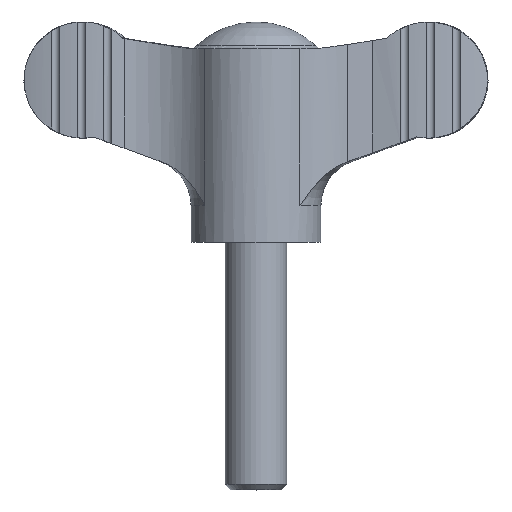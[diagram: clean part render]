
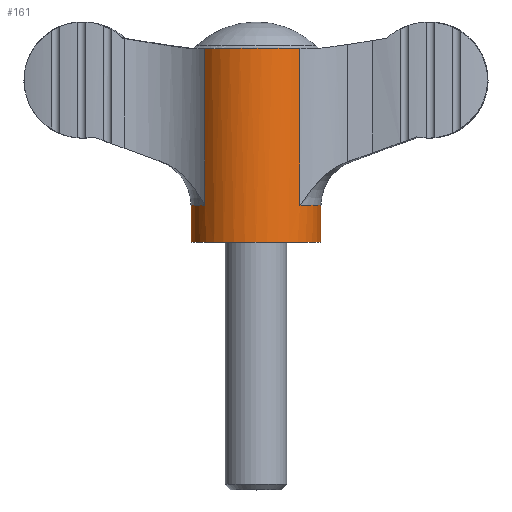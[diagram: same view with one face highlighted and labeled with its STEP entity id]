
A CAD part, top view. The second image highlights one B-rep face of the part: STEP entity #161.
In plain terms, the highlighted cylindrical face has radius 10.5 mm (diameter 21 mm), a full revolution.
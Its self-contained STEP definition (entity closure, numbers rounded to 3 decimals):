
#161 = ADVANCED_FACE( '', ( #327, #328 ), #329, .T. );
#327 = FACE_OUTER_BOUND( '', #493, .T. );
#328 = FACE_OUTER_BOUND( '', #494, .T. );
#329 = CYLINDRICAL_SURFACE( '', #495, 10.5 );
#493 = EDGE_LOOP( '', ( #920 ) );
#494 = EDGE_LOOP( '', ( #921, #922, #923, #924, #925, #926, #927, #928 ) );
#495 = AXIS2_PLACEMENT_3D( '', #929, #930, #931 );
#920 = ORIENTED_EDGE( '', *, *, #1154, .F. );
#921 = ORIENTED_EDGE( '', *, *, #1172, .T. );
#922 = ORIENTED_EDGE( '', *, *, #1160, .F. );
#923 = ORIENTED_EDGE( '', *, *, #1174, .F. );
#924 = ORIENTED_EDGE( '', *, *, #1032, .T. );
#925 = ORIENTED_EDGE( '', *, *, #1175, .T. );
#926 = ORIENTED_EDGE( '', *, *, #1051, .F. );
#927 = ORIENTED_EDGE( '', *, *, #1176, .F. );
#928 = ORIENTED_EDGE( '', *, *, #1120, .T. );
#929 = CARTESIAN_POINT( '', ( 0., 0., 0. ) );
#930 = DIRECTION( '', ( 0., 1., 0. ) );
#931 = DIRECTION( '', ( 0., 0., -1. ) );
#1032 = EDGE_CURVE( '', #1242, #1251, #1253, .T. );
#1051 = EDGE_CURVE( '', #1285, #1287, #1288, .T. );
#1120 = EDGE_CURVE( '', #1383, #1389, #1391, .T. );
#1154 = EDGE_CURVE( '', #1429, #1429, #1430, .T. );
#1160 = EDGE_CURVE( '', #1435, #1437, #1438, .T. );
#1172 = EDGE_CURVE( '', #1389, #1437, #1452, .T. );
#1174 = EDGE_CURVE( '', #1242, #1435, #1454, .T. );
#1175 = EDGE_CURVE( '', #1251, #1287, #1455, .T. );
#1176 = EDGE_CURVE( '', #1383, #1285, #1456, .T. );
#1242 = VERTEX_POINT( '', #1743 );
#1251 = VERTEX_POINT( '', #1778 );
#1253 = LINE( '', #1795, #1796 );
#1285 = VERTEX_POINT( '', #1868 );
#1287 = VERTEX_POINT( '', #1875 );
#1288 = LINE( '', #1876, #1877 );
#1383 = VERTEX_POINT( '', #2259 );
#1389 = VERTEX_POINT( '', #2278 );
#1391 = LINE( '', #2295, #2296 );
#1429 = VERTEX_POINT( '', #2390 );
#1430 = CIRCLE( '', #2391, 10.5 );
#1435 = VERTEX_POINT( '', #2399 );
#1437 = VERTEX_POINT( '', #2406 );
#1438 = LINE( '', #2407, #2408 );
#1452 = CIRCLE( '', #2451, 10.5 );
#1454 = CIRCLE( '', #2453, 10.5 );
#1455 = CIRCLE( '', #2454, 10.5 );
#1456 = CIRCLE( '', #2455, 10.5 );
#1743 = CARTESIAN_POINT( '', ( -8.303, 31.308, 6.427 ) );
#1778 = CARTESIAN_POINT( '', ( -8.303, 5.998, 6.427 ) );
#1795 = CARTESIAN_POINT( '', ( -8.303, 87.7, 6.427 ) );
#1796 = VECTOR( '', #2486, 1000. );
#1868 = CARTESIAN_POINT( '', ( -7.109, 31.308, -7.728 ) );
#1875 = CARTESIAN_POINT( '', ( -7.109, 5.998, -7.728 ) );
#1876 = CARTESIAN_POINT( '', ( -7.109, 87.7, -7.728 ) );
#1877 = VECTOR( '', #2498, 1000. );
#2259 = CARTESIAN_POINT( '', ( 8.303, 31.308, -6.427 ) );
#2278 = CARTESIAN_POINT( '', ( 8.303, 5.998, -6.427 ) );
#2295 = CARTESIAN_POINT( '', ( 8.303, 87.7, -6.427 ) );
#2296 = VECTOR( '', #2524, 1000. );
#2390 = CARTESIAN_POINT( '', ( 0., 0., -10.5 ) );
#2391 = AXIS2_PLACEMENT_3D( '', #2541, #2542, #2543 );
#2399 = CARTESIAN_POINT( '', ( 7.109, 31.308, 7.728 ) );
#2406 = CARTESIAN_POINT( '', ( 7.109, 5.998, 7.728 ) );
#2407 = CARTESIAN_POINT( '', ( 7.109, 87.7, 7.728 ) );
#2408 = VECTOR( '', #2544, 1000. );
#2451 = AXIS2_PLACEMENT_3D( '', #2549, #2550, #2551 );
#2453 = AXIS2_PLACEMENT_3D( '', #2552, #2553, #2554 );
#2454 = AXIS2_PLACEMENT_3D( '', #2555, #2556, #2557 );
#2455 = AXIS2_PLACEMENT_3D( '', #2558, #2559, #2560 );
#2486 = DIRECTION( '', ( 0., -1., 0. ) );
#2498 = DIRECTION( '', ( 0., -1., 0. ) );
#2524 = DIRECTION( '', ( 0., -1., 0. ) );
#2541 = CARTESIAN_POINT( '', ( 0., 0., 0. ) );
#2542 = DIRECTION( '', ( 0., -1., 0. ) );
#2543 = DIRECTION( '', ( 0., 0., -1. ) );
#2544 = DIRECTION( '', ( 0., -1., 0. ) );
#2549 = CARTESIAN_POINT( '', ( 0., 5.998, 0. ) );
#2550 = DIRECTION( '', ( 0., -1., 0. ) );
#2551 = DIRECTION( '', ( 0., 0., -1. ) );
#2552 = CARTESIAN_POINT( '', ( 0., 31.308, 0. ) );
#2553 = DIRECTION( '', ( 0., 1., 0. ) );
#2554 = DIRECTION( '', ( 0., 0., 1. ) );
#2555 = CARTESIAN_POINT( '', ( 0., 5.998, 0. ) );
#2556 = DIRECTION( '', ( 0., -1., 0. ) );
#2557 = DIRECTION( '', ( 0., 0., -1. ) );
#2558 = CARTESIAN_POINT( '', ( 0., 31.308, 0. ) );
#2559 = DIRECTION( '', ( 0., 1., 0. ) );
#2560 = DIRECTION( '', ( 0., 0., 1. ) );
